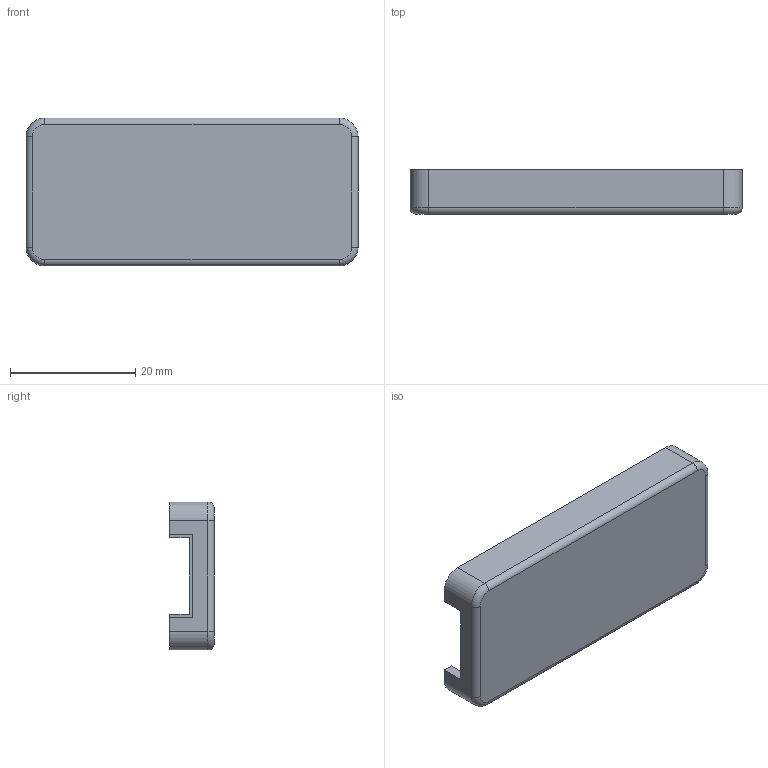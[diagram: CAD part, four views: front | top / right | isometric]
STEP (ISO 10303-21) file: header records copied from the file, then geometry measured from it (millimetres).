
FILE_DESCRIPTION (( 'STEP AP214' ), '1' );
FILE_NAME ('Bottom.STEP', '2021-04-04T11:06:20', ( '' ), ( '' ), 'SwSTEP 2.0', 'SolidWorks 2020', '' );
FILE_SCHEMA (( 'AUTOMOTIVE_DESIGN' ));
Length unit declared in the file: millimetre
Products named in the file (1): Bottom
Bounding box: 53 x 7.1 x 23.6 mm (x, y, z)
Volume: 3172.7 mm3; surface area: 4203.1 mm2
Topology: 1 solids, 1 shells, 67 faces, 169 edges, 110 vertices
Faces by surface type: plane 34, cylinder 29, torus 4
Entity records: 2055 total; most frequent: DIRECTION 367, CARTESIAN_POINT 347, ORIENTED_EDGE 338, EDGE_CURVE 169, AXIS2_PLACEMENT_3D 130, VERTEX_POINT 110, LINE 107, VECTOR 107
